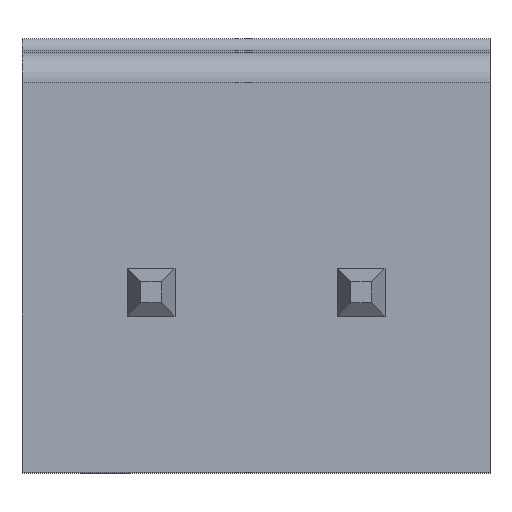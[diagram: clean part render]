
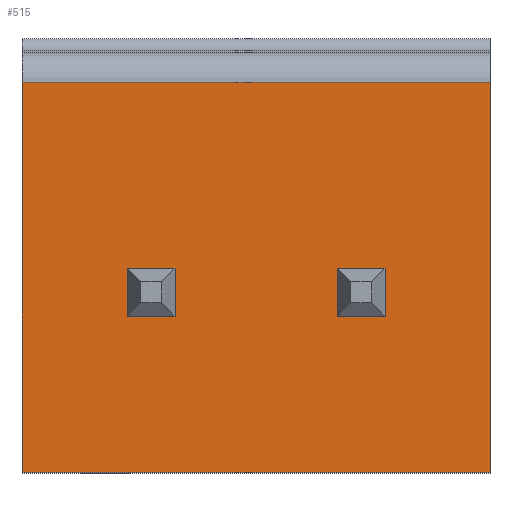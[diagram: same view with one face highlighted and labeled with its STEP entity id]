
A CAD part, top view. The second image highlights one B-rep face of the part: STEP entity #515.
In plain terms, the highlighted planar face has unit normal (0, 0, 1).
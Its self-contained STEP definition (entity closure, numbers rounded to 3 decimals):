
#154=FACE_BOUND('',#1691,.T.);
#155=FACE_BOUND('',#1692,.T.);
#156=FACE_BOUND('',#1693,.T.);
#515=ADVANCED_FACE('',(#154,#155,#156),#908,.T.);
#908=PLANE('',#8400);
#1691=EDGE_LOOP('',(#3478,#3479,#3480,#3481));
#1692=EDGE_LOOP('',(#3482,#3483,#3484,#3485));
#1693=EDGE_LOOP('',(#3486,#3487,#3488,#3489));
#3478=ORIENTED_EDGE('',*,*,#5742,.F.);
#3479=ORIENTED_EDGE('',*,*,#5743,.F.);
#3480=ORIENTED_EDGE('',*,*,#5744,.F.);
#3481=ORIENTED_EDGE('',*,*,#5745,.T.);
#3482=ORIENTED_EDGE('',*,*,#5746,.T.);
#3483=ORIENTED_EDGE('',*,*,#5747,.T.);
#3484=ORIENTED_EDGE('',*,*,#5734,.T.);
#3485=ORIENTED_EDGE('',*,*,#5748,.T.);
#3486=ORIENTED_EDGE('',*,*,#5725,.F.);
#3487=ORIENTED_EDGE('',*,*,#5723,.F.);
#3488=ORIENTED_EDGE('',*,*,#5721,.F.);
#3489=ORIENTED_EDGE('',*,*,#5718,.T.);
#4649=VERTEX_POINT('',#12383);
#4650=VERTEX_POINT('',#12384);
#4651=VERTEX_POINT('',#12389);
#4652=VERTEX_POINT('',#12393);
#4661=VERTEX_POINT('',#12414);
#4662=VERTEX_POINT('',#12416);
#4669=VERTEX_POINT('',#12433);
#4670=VERTEX_POINT('',#12434);
#4671=VERTEX_POINT('',#12436);
#4672=VERTEX_POINT('',#12438);
#4673=VERTEX_POINT('',#12441);
#4674=VERTEX_POINT('',#12442);
#5718=EDGE_CURVE('',#4649,#4650,#6827,.T.);
#5721=EDGE_CURVE('',#4649,#4651,#6830,.T.);
#5723=EDGE_CURVE('',#4651,#4652,#6832,.T.);
#5725=EDGE_CURVE('',#4652,#4650,#6834,.T.);
#5734=EDGE_CURVE('',#4662,#4661,#6842,.T.);
#5742=EDGE_CURVE('',#4669,#4670,#6847,.T.);
#5743=EDGE_CURVE('',#4671,#4669,#6848,.T.);
#5744=EDGE_CURVE('',#4672,#4671,#6849,.T.);
#5745=EDGE_CURVE('',#4672,#4670,#6850,.T.);
#5746=EDGE_CURVE('',#4673,#4674,#6851,.T.);
#5747=EDGE_CURVE('',#4674,#4662,#6852,.T.);
#5748=EDGE_CURVE('',#4661,#4673,#6853,.T.);
#6827=LINE('',#12382,#7918);
#6830=LINE('',#12388,#7921);
#6832=LINE('',#12392,#7923);
#6834=LINE('',#12396,#7925);
#6842=LINE('',#12415,#7933);
#6847=LINE('',#12432,#7938);
#6848=LINE('',#12435,#7939);
#6849=LINE('',#12437,#7940);
#6850=LINE('',#12439,#7941);
#6851=LINE('',#12440,#7942);
#6852=LINE('',#12443,#7943);
#6853=LINE('',#12444,#7944);
#7918=VECTOR('',#10131,1.);
#7921=VECTOR('',#10136,1.);
#7923=VECTOR('',#10140,1.);
#7925=VECTOR('',#10144,1.);
#7933=VECTOR('',#10156,1.);
#7938=VECTOR('',#10171,1.);
#7939=VECTOR('',#10172,1.);
#7940=VECTOR('',#10173,1.);
#7941=VECTOR('',#10174,1.);
#7942=VECTOR('',#10175,1.);
#7943=VECTOR('',#10176,1.);
#7944=VECTOR('',#10177,1.);
#8400=AXIS2_PLACEMENT_3D('',#12445,#10178,#10179);
#10131=DIRECTION('',(-1.,0.,0.));
#10136=DIRECTION('',(0.,1.,0.));
#10140=DIRECTION('',(-1.,0.,0.));
#10144=DIRECTION('',(0.,-1.,0.));
#10156=DIRECTION('',(0.,-1.,0.));
#10171=DIRECTION('',(0.,-1.,0.));
#10172=DIRECTION('',(-1.,0.,0.));
#10173=DIRECTION('',(0.,1.,0.));
#10174=DIRECTION('',(-1.,0.,0.));
#10175=DIRECTION('',(0.,1.,0.));
#10176=DIRECTION('',(-1.,0.,0.));
#10177=DIRECTION('',(1.,0.,0.));
#10178=DIRECTION('',(0.,0.,1.));
#10179=DIRECTION('',(1.,0.,0.));
#12382=CARTESIAN_POINT('',(36.32,2.65,180.));
#12383=CARTESIAN_POINT('',(19.22,2.65,180.));
#12384=CARTESIAN_POINT('',(18.42,2.65,180.));
#12388=CARTESIAN_POINT('',(19.22,3.55,180.));
#12389=CARTESIAN_POINT('',(19.22,3.45,180.));
#12392=CARTESIAN_POINT('',(36.32,3.45,180.));
#12393=CARTESIAN_POINT('',(18.42,3.45,180.));
#12396=CARTESIAN_POINT('',(18.42,3.55,180.));
#12414=CARTESIAN_POINT('',(16.67,0.05,180.));
#12415=CARTESIAN_POINT('',(16.67,6.55,180.));
#12416=CARTESIAN_POINT('',(16.67,6.55,180.));
#12432=CARTESIAN_POINT('',(21.92,3.55,180.));
#12433=CARTESIAN_POINT('',(21.92,3.45,180.));
#12434=CARTESIAN_POINT('',(21.92,2.65,180.));
#12435=CARTESIAN_POINT('',(1.32,3.45,180.));
#12436=CARTESIAN_POINT('',(22.72,3.45,180.));
#12437=CARTESIAN_POINT('',(22.72,3.55,180.));
#12438=CARTESIAN_POINT('',(22.72,2.65,180.));
#12439=CARTESIAN_POINT('',(1.32,2.65,180.));
#12440=CARTESIAN_POINT('',(24.47,0.05,180.));
#12441=CARTESIAN_POINT('',(24.47,0.05,180.));
#12442=CARTESIAN_POINT('',(24.47,6.55,180.));
#12443=CARTESIAN_POINT('',(59.47,6.55,180.));
#12444=CARTESIAN_POINT('',(59.47,0.05,180.));
#12445=CARTESIAN_POINT('',(36.32,3.55,180.));
